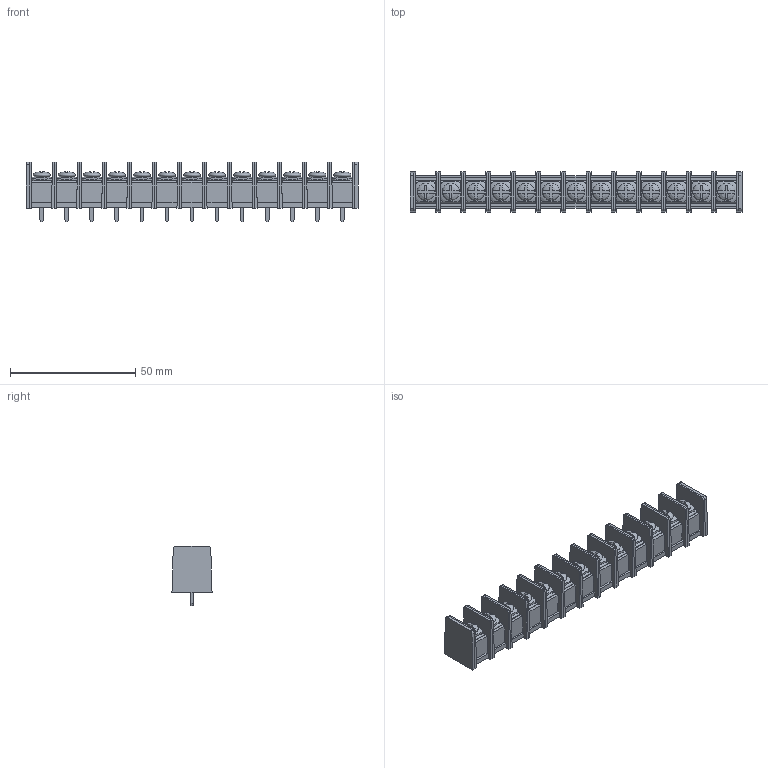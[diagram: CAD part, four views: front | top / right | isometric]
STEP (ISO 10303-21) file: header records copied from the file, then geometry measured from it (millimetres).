
FILE_DESCRIPTION(('FreeCAD Model'),'2;1');
FILE_NAME('Open CASCADE Shape Model','2021-12-26T19:23:46',('Author'),( ''),'Open CASCADE STEP processor 7.4','FreeCAD','Unknown');
FILE_SCHEMA(('AUTOMOTIVE_DESIGN { 1 0 10303 214 1 1 1 1 }'));
Length unit declared in the file: millimetre
Products named in the file (7): TerminalBlock_01x12_P10mm; Contact_Asm; ContactBody; Contact; ContactPlate; ContactScrew; Edge
Assembly tree (19 placements, depth 3):
  TerminalBlock_01x12_P10mm
    Contact_Asm  x13
      ContactBody
      Contact
      ContactPlate
      ContactScrew
    Edge  x2
Bounding box: 132.5 x 16 x 23.75 mm (x, y, z)
Volume: 20925 mm3; surface area: 35396.7 mm2
Topology: 54 solids, 54 shells, 1368 faces, 3689 edges, 2481 vertices
Faces by surface type: plane 1130, cylinder 186, revolution 39, cone 13
Full cylindrical faces by diameter (mm): 4 x39, 5 x13
Entity records: 4412 total; most frequent: CARTESIAN_POINT 1348, ORIENTED_EDGE 598, DIRECTION 574, EDGE_CURVE 299, LINE 233, VECTOR 233, VERTEX_POINT 201, AXIS2_PLACEMENT_3D 169
